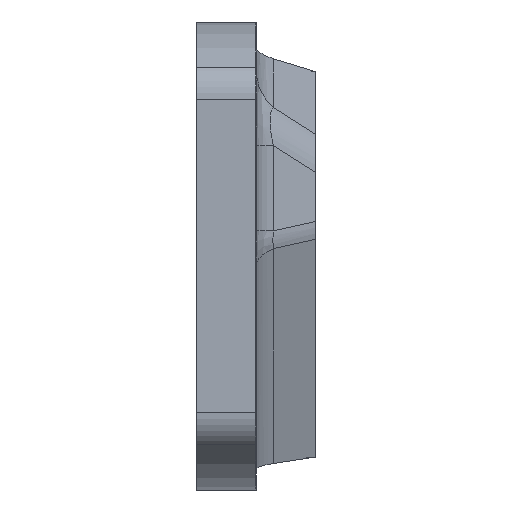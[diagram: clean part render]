
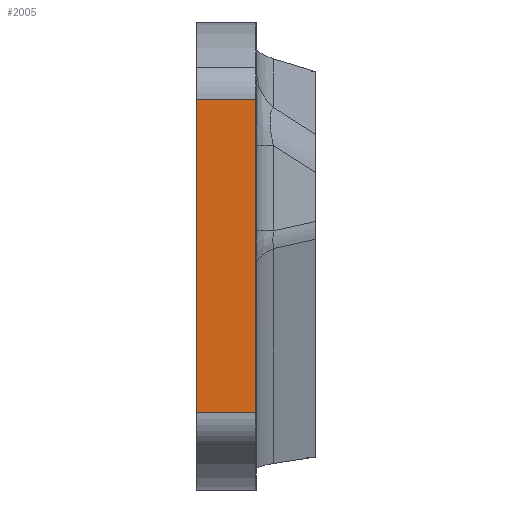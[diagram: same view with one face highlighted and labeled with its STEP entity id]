
A CAD part, left-side view. The second image highlights one B-rep face of the part: STEP entity #2005.
In plain terms, the highlighted planar face has unit normal (-1, 0, 0).
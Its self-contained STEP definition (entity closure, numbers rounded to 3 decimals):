
#115=PLANE('',#2212);
#147=LINE('',#2969,#335);
#168=LINE('',#3045,#356);
#222=LINE('',#3200,#410);
#226=LINE('',#3206,#414);
#335=VECTOR('',#2325,10.);
#356=VECTOR('',#2388,10.);
#410=VECTOR('',#2516,10.);
#414=VECTOR('',#2524,10.);
#632=FACE_OUTER_BOUND('',#754,.T.);
#754=EDGE_LOOP('',(#1779,#1780,#1781,#1782));
#909=VERTEX_POINT('',#2966);
#910=VERTEX_POINT('',#2968);
#943=VERTEX_POINT('',#3042);
#944=VERTEX_POINT('',#3044);
#1092=EDGE_CURVE('',#909,#910,#147,.T.);
#1130=EDGE_CURVE('',#943,#944,#168,.T.);
#1210=EDGE_CURVE('',#910,#943,#222,.T.);
#1214=EDGE_CURVE('',#944,#909,#226,.T.);
#1779=ORIENTED_EDGE('',*,*,#1210,.F.);
#1780=ORIENTED_EDGE('',*,*,#1092,.F.);
#1781=ORIENTED_EDGE('',*,*,#1214,.F.);
#1782=ORIENTED_EDGE('',*,*,#1130,.F.);
#2005=ADVANCED_FACE('',(#632),#115,.T.);
#2212=AXIS2_PLACEMENT_3D('',#3378,#2735,#2736);
#2325=DIRECTION('',(0.,0.,-1.));
#2388=DIRECTION('',(0.,0.,1.));
#2516=DIRECTION('',(0.,1.,0.));
#2524=DIRECTION('',(0.,-1.,0.));
#2735=DIRECTION('center_axis',(-1.,0.,0.));
#2736=DIRECTION('ref_axis',(0.,0.,-1.));
#2966=CARTESIAN_POINT('',(-137.562,-6.,11.04));
#2968=CARTESIAN_POINT('',(-137.562,-6.,-20.557));
#2969=CARTESIAN_POINT('',(-137.562,-6.,-22.467));
#3042=CARTESIAN_POINT('',(-137.562,0.,-20.557));
#3044=CARTESIAN_POINT('',(-137.562,0.,11.04));
#3045=CARTESIAN_POINT('',(-137.562,0.,-22.467));
#3200=CARTESIAN_POINT('',(-137.562,0.,-20.557));
#3206=CARTESIAN_POINT('',(-137.562,0.,11.04));
#3378=CARTESIAN_POINT('Origin',(-137.562,0.,12.95));
